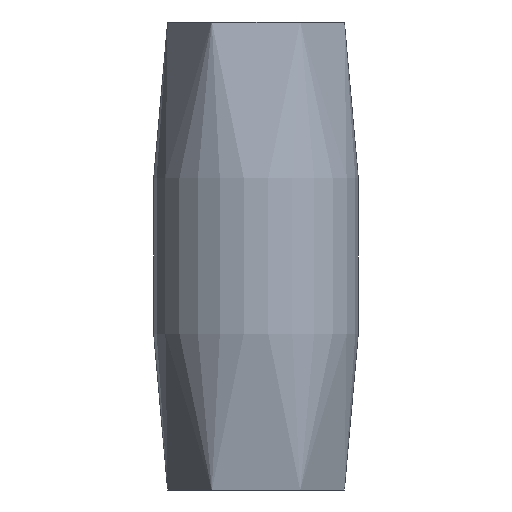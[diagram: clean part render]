
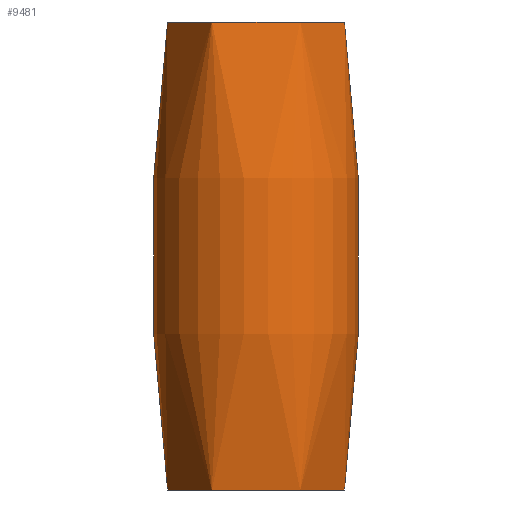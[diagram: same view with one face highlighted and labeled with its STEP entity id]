
A CAD part, front view. The second image highlights one B-rep face of the part: STEP entity #9481.
In plain terms, the highlighted toroidal (fillet/blend) face has major radius 159.5 mm and minor radius 169.5 mm.
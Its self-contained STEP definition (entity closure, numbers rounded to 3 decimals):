
#384 = VERTEX_POINT ( 'NONE', #3419 ) ;
#512 = CIRCLE ( 'NONE', #2294, 169.5 ) ;
#746 = DIRECTION ( 'NONE',  ( 0., 0., 1. ) ) ;
#909 = DIRECTION ( 'NONE',  ( 1., 0., 0. ) ) ;
#1074 = CARTESIAN_POINT ( 'NONE',  ( 159.5, 0., 0. ) ) ;
#1810 = DIRECTION ( 'NONE',  ( 0., -1., 0. ) ) ;
#2113 = EDGE_CURVE ( 'NONE', #15058, #384, #16102, .T. ) ;
#2294 = AXIS2_PLACEMENT_3D ( 'NONE', #1074, #11214, #16484 ) ;
#2822 = AXIS2_PLACEMENT_3D ( 'NONE', #5353, #1810, #7837 ) ;
#3419 = CARTESIAN_POINT ( 'NONE',  ( 8.5, 0., 22.5 ) ) ;
#4867 = ORIENTED_EDGE ( 'NONE', *, *, #7751, .F. ) ;
#5199 = TOROIDAL_SURFACE ( 'NONE', #16581, -159.5, 169.5 ) ;
#5353 = CARTESIAN_POINT ( 'NONE',  ( -159.5, 0., 0. ) ) ;
#6109 = CARTESIAN_POINT ( 'NONE',  ( 0., 0., 0. ) ) ;
#6132 = DIRECTION ( 'NONE',  ( 1., 0., 0. ) ) ;
#6303 = CARTESIAN_POINT ( 'NONE',  ( 0., 0., -22.5 ) ) ;
#6519 = EDGE_CURVE ( 'NONE', #10617, #6931, #512, .T. ) ;
#6931 = VERTEX_POINT ( 'NONE', #13420 ) ;
#7161 = ORIENTED_EDGE ( 'NONE', *, *, #6519, .F. ) ;
#7751 = EDGE_CURVE ( 'NONE', #6931, #384, #15509, .T. ) ;
#7837 = DIRECTION ( 'NONE',  ( 0., 0., -1. ) ) ;
#7874 = CARTESIAN_POINT ( 'NONE',  ( -8.5, 0., -22.5 ) ) ;
#8267 = ORIENTED_EDGE ( 'NONE', *, *, #2113, .T. ) ;
#8859 = DIRECTION ( 'NONE',  ( 0., 0., 1. ) ) ;
#9151 = ORIENTED_EDGE ( 'NONE', *, *, #14037, .T. ) ;
#9481 = ADVANCED_FACE ( 'NONE', ( #16493 ), #5199, .T. ) ;
#10290 = AXIS2_PLACEMENT_3D ( 'NONE', #11328, #8859, #12635 ) ;
#10617 = VERTEX_POINT ( 'NONE', #7874 ) ;
#11214 = DIRECTION ( 'NONE',  ( 0., 1., 0. ) ) ;
#11328 = CARTESIAN_POINT ( 'NONE',  ( 0., 0., 22.5 ) ) ;
#12268 = EDGE_LOOP ( 'NONE', ( #7161, #9151, #8267, #4867 ) ) ;
#12635 = DIRECTION ( 'NONE',  ( 1., 0., 0. ) ) ;
#13038 = CARTESIAN_POINT ( 'NONE',  ( 8.5, 0., -22.5 ) ) ;
#13420 = CARTESIAN_POINT ( 'NONE',  ( -8.5, 0., 22.5 ) ) ;
#13600 = CIRCLE ( 'NONE', #14551, 8.5 ) ;
#14037 = EDGE_CURVE ( 'NONE', #10617, #15058, #13600, .T. ) ;
#14551 = AXIS2_PLACEMENT_3D ( 'NONE', #6303, #15334, #6132 ) ;
#15058 = VERTEX_POINT ( 'NONE', #13038 ) ;
#15334 = DIRECTION ( 'NONE',  ( 0., 0., 1. ) ) ;
#15509 = CIRCLE ( 'NONE', #10290, 8.5 ) ;
#16102 = CIRCLE ( 'NONE', #2822, 169.5 ) ;
#16484 = DIRECTION ( 'NONE',  ( -1., 0., 0. ) ) ;
#16493 = FACE_OUTER_BOUND ( 'NONE', #12268, .T. ) ;
#16581 = AXIS2_PLACEMENT_3D ( 'NONE', #6109, #746, #909 ) ;
